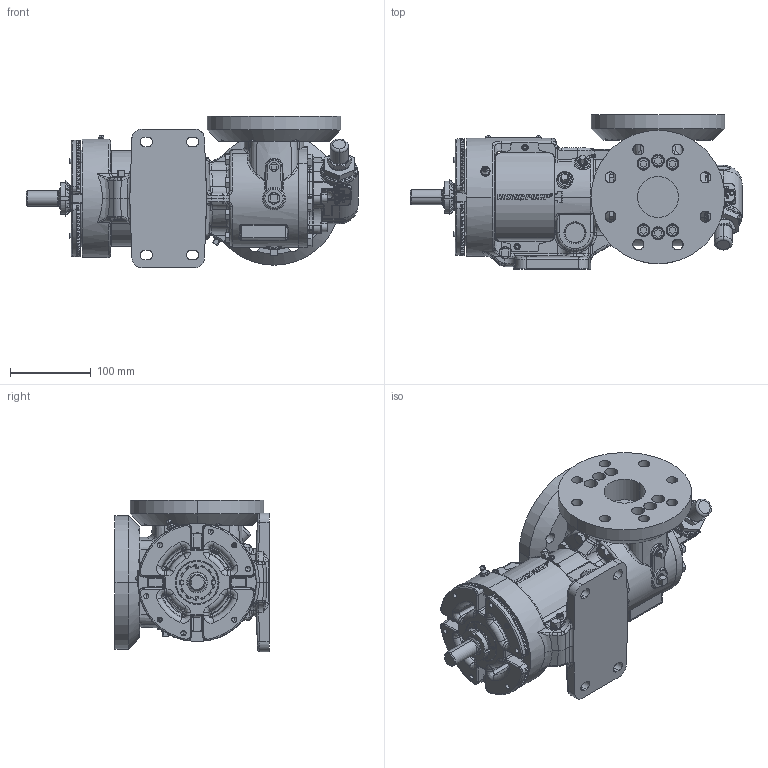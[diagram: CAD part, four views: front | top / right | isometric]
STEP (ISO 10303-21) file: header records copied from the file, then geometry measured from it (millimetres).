
FILE_DESCRIPTION (( 'STEP AP214' ), '1' );
FILE_NAME ('HV-4195.STEP', '2024-04-02T21:22:43', ( '' ), ( '' ), 'SwSTEP 2.0', 'SolidWorks 2022', '' );
FILE_SCHEMA (( 'AUTOMOTIVE_DESIGN' ));
Length unit declared in the file: inch
Products named in the file (1): HV-4195
Bounding box: 410.15 x 190.5 x 187.32 mm (x, y, z)
Volume: 4498280.2 mm3; surface area: 466171.6 mm2
Topology: 1 solids, 13 shells, 5119 faces, 13051 edges, 8180 vertices
Faces by surface type: plane 1760, bspline 1580, cylinder 1016, cone 540, torus 129, sphere 94
Entity records: 284365 total; most frequent: CARTESIAN_POINT 106505, ORIENTED_EDGE 25926, DIRECTION 18855, EDGE_CURVE 12963, VERTEX_POINT 8172, AXIS2_PLACEMENT_3D 6657, LINE 5541, VECTOR 5541
